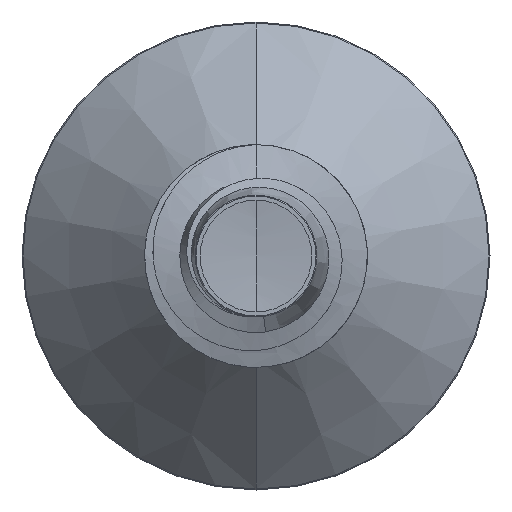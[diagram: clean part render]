
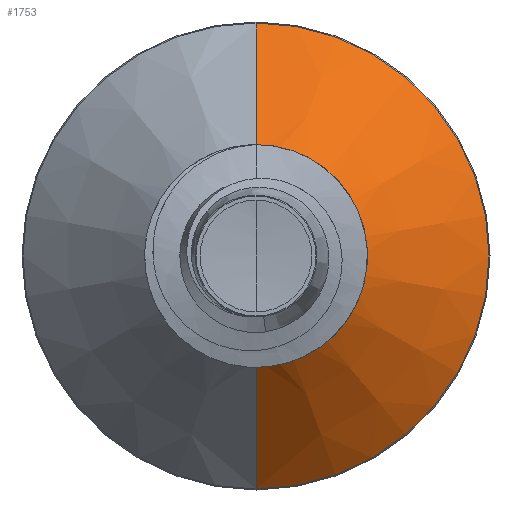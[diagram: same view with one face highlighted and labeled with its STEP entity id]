
A CAD part, front view. The second image highlights one B-rep face of the part: STEP entity #1753.
In plain terms, the highlighted conical face has half-angle 45 degrees and reference radius 1.857 mm.
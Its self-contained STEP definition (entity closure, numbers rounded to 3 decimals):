
#1122 = DIRECTION ( 'NONE',  ( 0., 0., 1. ) ) ;
#1204 = DIRECTION ( 'NONE',  ( 0., 1., 0. ) ) ;
#1228 = CARTESIAN_POINT ( 'NONE',  ( 0., 7.282, 0. ) ) ;
#1243 = AXIS2_PLACEMENT_3D ( 'NONE', #1228, #1204, #1122 ) ;
#1383 = AXIS2_PLACEMENT_3D ( 'NONE', #3859, #3837, #3947 ) ;
#1606 = CARTESIAN_POINT ( 'NONE',  ( 0., 4.957, -1.857 ) ) ;
#1625 = EDGE_CURVE ( 'NONE', #5143, #8667, #2500, .T. ) ;
#1729 = VECTOR ( 'NONE', #10526, 1000. ) ;
#1753 = ADVANCED_FACE ( 'NONE', ( #11813 ), #7517, .T. ) ;
#2456 = CIRCLE ( 'NONE', #1243, 4.182 ) ;
#2500 = LINE ( 'NONE', #3433, #10363 ) ;
#2532 = ORIENTED_EDGE ( 'NONE', *, *, #11311, .T. ) ;
#3433 = CARTESIAN_POINT ( 'NONE',  ( 0., 4.957, 1.857 ) ) ;
#3486 = EDGE_LOOP ( 'NONE', ( #2532, #12275, #6313, #9059 ) ) ;
#3837 = DIRECTION ( 'NONE',  ( 0., 1., 0. ) ) ;
#3859 = CARTESIAN_POINT ( 'NONE',  ( 0., 4.957, 0. ) ) ;
#3887 = DIRECTION ( 'NONE',  ( 0., 0., 1. ) ) ;
#3923 = DIRECTION ( 'NONE',  ( 0., 1., 0. ) ) ;
#3947 = DIRECTION ( 'NONE',  ( 0., 0., 1. ) ) ;
#3975 = CARTESIAN_POINT ( 'NONE',  ( 0., 4.957, 0. ) ) ;
#4217 = DIRECTION ( 'NONE',  ( 0., 0.707, 0.707 ) ) ;
#5143 = VERTEX_POINT ( 'NONE', #9741 ) ;
#5278 = CARTESIAN_POINT ( 'NONE',  ( 0., 4.957, -1.857 ) ) ;
#5342 = LINE ( 'NONE', #1606, #1729 ) ;
#6313 = ORIENTED_EDGE ( 'NONE', *, *, #11442, .F. ) ;
#7462 = CIRCLE ( 'NONE', #1383, 1.857 ) ;
#7517 = CONICAL_SURFACE ( 'NONE', #10618, 1.857, 0.785 ) ;
#8667 = VERTEX_POINT ( 'NONE', #10073 ) ;
#9059 = ORIENTED_EDGE ( 'NONE', *, *, #1625, .F. ) ;
#9741 = CARTESIAN_POINT ( 'NONE',  ( 0., 4.957, 1.857 ) ) ;
#10073 = CARTESIAN_POINT ( 'NONE',  ( 0., 7.282, 4.182 ) ) ;
#10363 = VECTOR ( 'NONE', #4217, 1000. ) ;
#10526 = DIRECTION ( 'NONE',  ( 0., 0.707, -0.707 ) ) ;
#10618 = AXIS2_PLACEMENT_3D ( 'NONE', #3975, #3923, #3887 ) ;
#10619 = VERTEX_POINT ( 'NONE', #11212 ) ;
#10996 = EDGE_CURVE ( 'NONE', #11279, #10619, #5342, .T. ) ;
#11212 = CARTESIAN_POINT ( 'NONE',  ( 0., 7.282, -4.182 ) ) ;
#11279 = VERTEX_POINT ( 'NONE', #5278 ) ;
#11311 = EDGE_CURVE ( 'NONE', #5143, #11279, #7462, .T. ) ;
#11442 = EDGE_CURVE ( 'NONE', #8667, #10619, #2456, .T. ) ;
#11813 = FACE_OUTER_BOUND ( 'NONE', #3486, .T. ) ;
#12275 = ORIENTED_EDGE ( 'NONE', *, *, #10996, .T. ) ;
